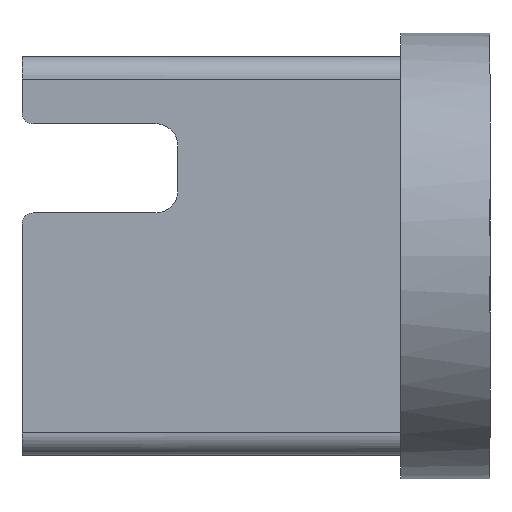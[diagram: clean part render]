
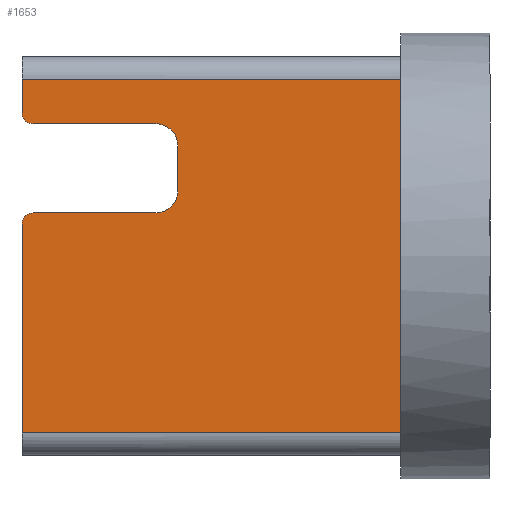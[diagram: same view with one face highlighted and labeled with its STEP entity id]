
A CAD part, left-side view. The second image highlights one B-rep face of the part: STEP entity #1653.
In plain terms, the highlighted planar face has unit normal (-1, 0, 0).
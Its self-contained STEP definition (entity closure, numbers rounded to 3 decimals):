
#56=PLANE('',#1785);
#105=FACE_OUTER_BOUND('',#198,.T.);
#198=EDGE_LOOP('',(#1154,#1155,#1156,#1157,#1158,#1159,#1160,#1161,#1162,
#1163,#1164,#1165));
#308=LINE('',#2546,#466);
#311=LINE('',#2560,#469);
#312=LINE('',#2564,#470);
#313=LINE('',#2568,#471);
#314=LINE('',#2572,#472);
#315=LINE('',#2574,#473);
#316=LINE('',#2576,#474);
#317=LINE('',#2577,#475);
#466=VECTOR('',#2004,10.);
#469=VECTOR('',#2019,10.);
#470=VECTOR('',#2022,10.);
#471=VECTOR('',#2025,10.);
#472=VECTOR('',#2028,10.);
#473=VECTOR('',#2029,10.);
#474=VECTOR('',#2030,10.);
#475=VECTOR('',#2031,10.);
#618=CIRCLE('',#1783,1.);
#620=CIRCLE('',#1786,2.);
#621=CIRCLE('',#1787,2.);
#622=CIRCLE('',#1788,1.);
#724=VERTEX_POINT('',#2543);
#725=VERTEX_POINT('',#2545);
#728=VERTEX_POINT('',#2553);
#730=VERTEX_POINT('',#2559);
#731=VERTEX_POINT('',#2561);
#732=VERTEX_POINT('',#2563);
#733=VERTEX_POINT('',#2565);
#734=VERTEX_POINT('',#2567);
#735=VERTEX_POINT('',#2569);
#736=VERTEX_POINT('',#2571);
#737=VERTEX_POINT('',#2573);
#738=VERTEX_POINT('',#2575);
#888=EDGE_CURVE('',#725,#724,#308,.T.);
#892=EDGE_CURVE('',#728,#724,#618,.T.);
#895=EDGE_CURVE('',#728,#730,#311,.T.);
#896=EDGE_CURVE('',#730,#731,#620,.T.);
#897=EDGE_CURVE('',#731,#732,#312,.T.);
#898=EDGE_CURVE('',#732,#733,#621,.T.);
#899=EDGE_CURVE('',#733,#734,#313,.T.);
#900=EDGE_CURVE('',#735,#734,#622,.T.);
#901=EDGE_CURVE('',#735,#736,#314,.T.);
#902=EDGE_CURVE('',#736,#737,#315,.T.);
#903=EDGE_CURVE('',#737,#738,#316,.T.);
#904=EDGE_CURVE('',#725,#738,#317,.T.);
#1154=ORIENTED_EDGE('',*,*,#892,.F.);
#1155=ORIENTED_EDGE('',*,*,#895,.T.);
#1156=ORIENTED_EDGE('',*,*,#896,.T.);
#1157=ORIENTED_EDGE('',*,*,#897,.T.);
#1158=ORIENTED_EDGE('',*,*,#898,.T.);
#1159=ORIENTED_EDGE('',*,*,#899,.T.);
#1160=ORIENTED_EDGE('',*,*,#900,.F.);
#1161=ORIENTED_EDGE('',*,*,#901,.T.);
#1162=ORIENTED_EDGE('',*,*,#902,.T.);
#1163=ORIENTED_EDGE('',*,*,#903,.T.);
#1164=ORIENTED_EDGE('',*,*,#904,.F.);
#1165=ORIENTED_EDGE('',*,*,#888,.T.);
#1653=ADVANCED_FACE('',(#105),#56,.F.);
#1783=AXIS2_PLACEMENT_3D('',#2554,#2012,#2013);
#1785=AXIS2_PLACEMENT_3D('',#2558,#2017,#2018);
#1786=AXIS2_PLACEMENT_3D('',#2562,#2020,#2021);
#1787=AXIS2_PLACEMENT_3D('',#2566,#2023,#2024);
#1788=AXIS2_PLACEMENT_3D('',#2570,#2026,#2027);
#2004=DIRECTION('',(0.,0.,-1.));
#2012=DIRECTION('center_axis',(1.,0.,0.));
#2013=DIRECTION('ref_axis',(0.,0.707,-0.707));
#2017=DIRECTION('center_axis',(1.,0.,0.));
#2018=DIRECTION('ref_axis',(0.,0.,1.));
#2019=DIRECTION('',(0.,-1.,0.));
#2020=DIRECTION('center_axis',(1.,0.,0.));
#2021=DIRECTION('ref_axis',(0.,0.,
1.));
#2022=DIRECTION('',(0.,0.,-1.));
#2023=DIRECTION('center_axis',(1.,0.,0.));
#2024=DIRECTION('ref_axis',(0.,-1.,0.));
#2025=DIRECTION('',(0.,1.,0.));
#2026=DIRECTION('center_axis',(1.,0.,0.));
#2027=DIRECTION('ref_axis',(0.,0.707,0.707));
#2028=DIRECTION('',(0.,0.,-1.));
#2029=DIRECTION('',(0.,-1.,0.));
#2030=DIRECTION('',(0.,0.,1.));
#2031=DIRECTION('',(0.,-1.,0.));
#2543=CARTESIAN_POINT('',(-10.5,42.,12.867));
#2545=CARTESIAN_POINT('',(-10.5,42.,15.867));
#2546=CARTESIAN_POINT('',(-10.5,42.,-16.867));
#2553=CARTESIAN_POINT('',(-10.5,41.,11.867));
#2554=CARTESIAN_POINT('Origin',(-10.5,41.,12.867));
#2558=CARTESIAN_POINT('Origin',(-10.5,43.,-15.867));
#2559=CARTESIAN_POINT('',(-10.5,30.,11.867));
#2560=CARTESIAN_POINT('',(-10.5,43.,11.867));
#2561=CARTESIAN_POINT('',(-10.5,28.,9.867));
#2562=CARTESIAN_POINT('Origin',(-10.5,30.,9.867));
#2563=CARTESIAN_POINT('',(-10.5,28.,5.867));
#2564=CARTESIAN_POINT('',(-10.5,28.,-3.));
#2565=CARTESIAN_POINT('',(-10.5,30.,3.867));
#2566=CARTESIAN_POINT('Origin',(-10.5,30.,5.867));
#2567=CARTESIAN_POINT('',(-10.5,41.,3.867));
#2568=CARTESIAN_POINT('',(-10.5,36.5,3.867));
#2569=CARTESIAN_POINT('',(-10.5,42.,2.867));
#2570=CARTESIAN_POINT('Origin',(-10.5,41.,2.867));
#2571=CARTESIAN_POINT('',(-10.5,42.,-15.867));
#2572=CARTESIAN_POINT('',(-10.5,42.,-16.867));
#2573=CARTESIAN_POINT('',(-10.5,8.,-15.867));
#2574=CARTESIAN_POINT('',(-10.5,43.,-15.867));
#2575=CARTESIAN_POINT('',(-10.5,8.,15.867));
#2576=CARTESIAN_POINT('',(-10.5,8.,15.867));
#2577=CARTESIAN_POINT('',(-10.5,43.,15.867));
